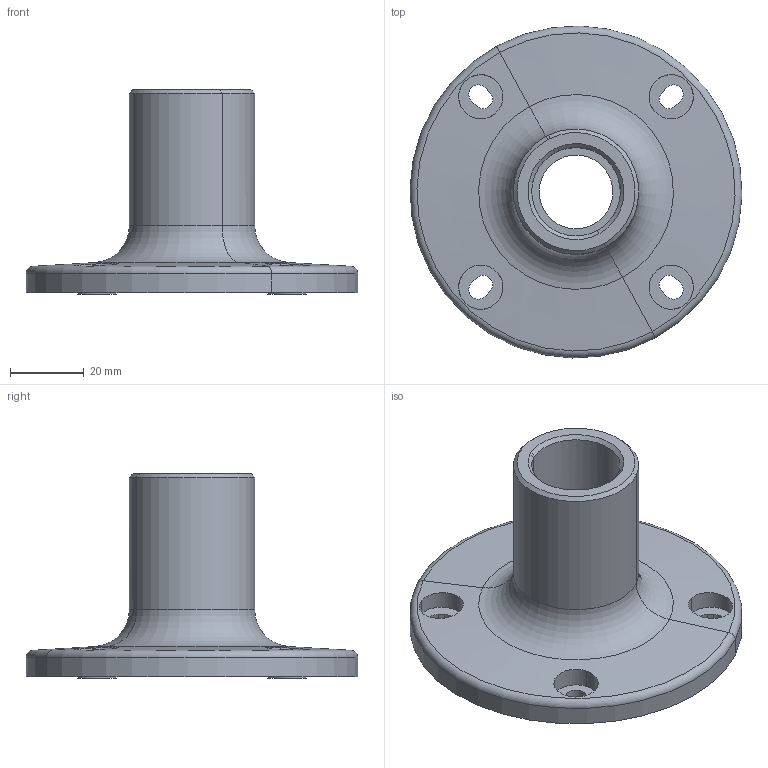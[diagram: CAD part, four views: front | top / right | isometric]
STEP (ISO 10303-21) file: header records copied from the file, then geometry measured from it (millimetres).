
FILE_DESCRIPTION (( 'STEP AP203' ), '1' );
FILE_NAME ('QKR572_SZ24 3D_190114.STP', '2019-01-14T04:49:25', ( '' ), ( '' ), 'SwSTEP 2.0', 'SolidWorks 2018', '' );
FILE_SCHEMA (( 'CONFIG_CONTROL_DESIGN' ));
Length unit declared in the file: millimetre
Products named in the file (1): QKR572_SZ24 3D_190114
Bounding box: 89.97 x 89.97 x 55.5 mm (x, y, z)
Volume: 36858.5 mm3; surface area: 25156.4 mm2
Topology: 1 solids, 1 shells, 136 faces, 358 edges, 234 vertices
Faces by surface type: cylinder 54, plane 40, torus 28, cone 14
Entity records: 5175 total; most frequent: CARTESIAN_POINT 1707, ORIENTED_EDGE 716, DIRECTION 714, EDGE_CURVE 358, AXIS2_PLACEMENT_3D 291, VERTEX_POINT 234, EDGE_LOOP 156, CIRCLE 154
